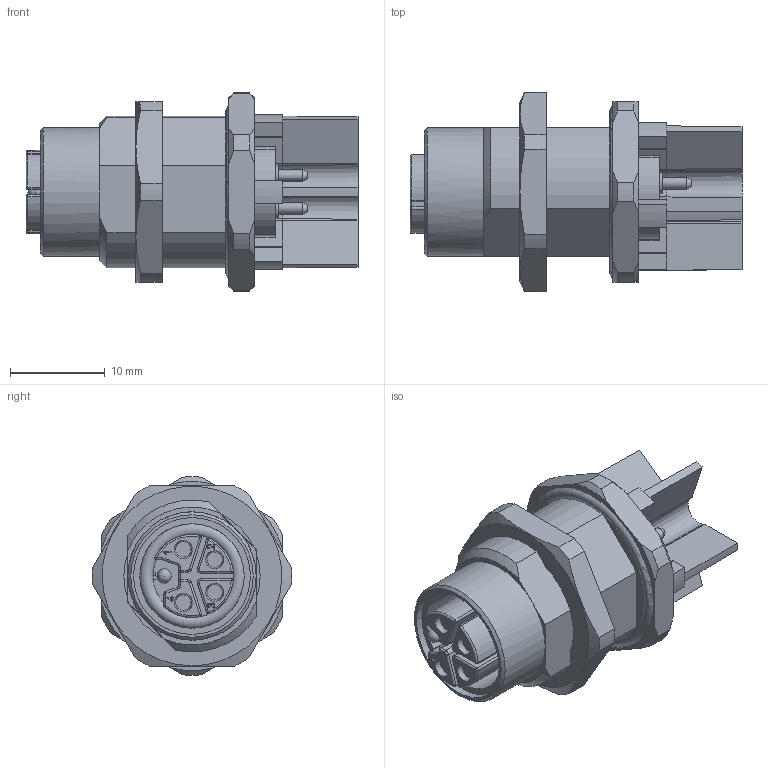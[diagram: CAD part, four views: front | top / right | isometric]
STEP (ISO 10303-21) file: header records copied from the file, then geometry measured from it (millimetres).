
FILE_DESCRIPTION(/* description */ (''),/* implementation_level */ '2;1');
FILE_NAME(/* name */ '5040682__Neu-Einbauflanschkupplung_part_22-02-2022_stp.stp',/* time_stamp */ '2022-02-22T15:44:03+01:00',/* author */ ('ESCHA GmbH & Co. KG'),/* organization */ ('ESCHA GmbH & Co. KG'),/* preprocessor_version */ 'ST-DEVELOPER v16',/* originating_system */ 'SIEMENS PLM Software NX 10.0',/* authorisation */ '');
FILE_SCHEMA (('AUTOMOTIVE_DESIGN { 1 0 10303 214 3 1 1 1 }'));
Length unit declared in the file: millimetre
Products named in the file (1): t.he5FB0E5D9pms5
Bounding box: 34.95 x 20.99 x 20.89 mm (x, y, z)
Volume: 4739.9 mm3; surface area: 3838.7 mm2
Topology: 1 solids, 1 shells, 406 faces, 1076 edges, 679 vertices
Faces by surface type: plane 162, cylinder 147, cone 48, extrusion 25, sphere 12, torus 12
Full cylindrical faces by diameter (mm): 1.2 x5, 1.5 x1, 2.2 x5, 11 x1, 12.3 x1, 13.5 x1
Entity records: 12698 total; most frequent: CARTESIAN_POINT 2723, DIRECTION 2090, ORIENTED_EDGE 2052, EDGE_CURVE 1026, AXIS2_PLACEMENT_3D 770, VERTEX_POINT 668, VECTOR 550, LINE 525
